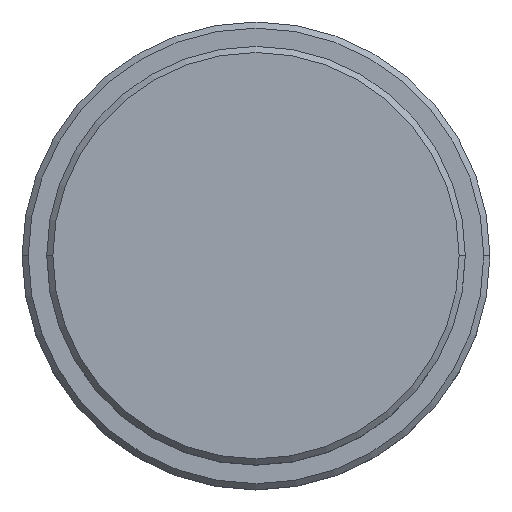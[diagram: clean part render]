
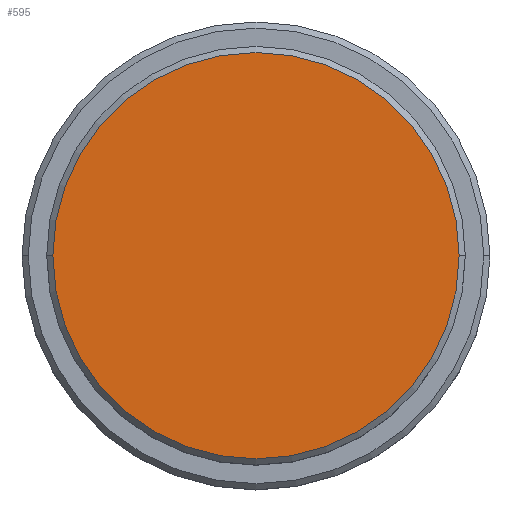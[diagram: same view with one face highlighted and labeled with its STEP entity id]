
A CAD part, top view. The second image highlights one B-rep face of the part: STEP entity #595.
In plain terms, the highlighted planar face has unit normal (0, 0, 1).
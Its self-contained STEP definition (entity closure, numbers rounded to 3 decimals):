
#22 = EDGE_LOOP ( 'NONE', ( #918, #751 ) ) ;
#168 = FACE_OUTER_BOUND ( 'NONE', #22, .T. ) ;
#219 = CARTESIAN_POINT ( 'NONE',  ( 0., 0., 0. ) ) ;
#235 = EDGE_CURVE ( 'NONE', #1365, #260, #936, .T. ) ;
#252 = AXIS2_PLACEMENT_3D ( 'NONE', #729, #642, #1302 ) ;
#260 = VERTEX_POINT ( 'NONE', #867 ) ;
#497 = CARTESIAN_POINT ( 'NONE',  ( 0., 0., 0. ) ) ;
#547 = DIRECTION ( 'NONE',  ( 0., 0., 1. ) ) ;
#595 = ADVANCED_FACE ( 'NONE', ( #168 ), #721, .T. ) ;
#633 = EDGE_CURVE ( 'NONE', #260, #1365, #734, .T. ) ;
#642 = DIRECTION ( 'NONE',  ( 0., 0., 1. ) ) ;
#721 = PLANE ( 'NONE',  #1182 ) ;
#729 = CARTESIAN_POINT ( 'NONE',  ( 0., 0., 0. ) ) ;
#734 = CIRCLE ( 'NONE', #252, 16.5 ) ;
#751 = ORIENTED_EDGE ( 'NONE', *, *, #633, .T. ) ;
#852 = AXIS2_PLACEMENT_3D ( 'NONE', #219, #547, #858 ) ;
#858 = DIRECTION ( 'NONE',  ( 1., 0., 0. ) ) ;
#867 = CARTESIAN_POINT ( 'NONE',  ( 16.5, 0., 0. ) ) ;
#918 = ORIENTED_EDGE ( 'NONE', *, *, #235, .T. ) ;
#929 = DIRECTION ( 'NONE',  ( 0., 0., 1. ) ) ;
#936 = CIRCLE ( 'NONE', #852, 16.5 ) ;
#1016 = CARTESIAN_POINT ( 'NONE',  ( -16.5, 0., 0. ) ) ;
#1182 = AXIS2_PLACEMENT_3D ( 'NONE', #497, #929, #1374 ) ;
#1302 = DIRECTION ( 'NONE',  ( 1., 0., 0. ) ) ;
#1365 = VERTEX_POINT ( 'NONE', #1016 ) ;
#1374 = DIRECTION ( 'NONE',  ( 1., 0., 0. ) ) ;
